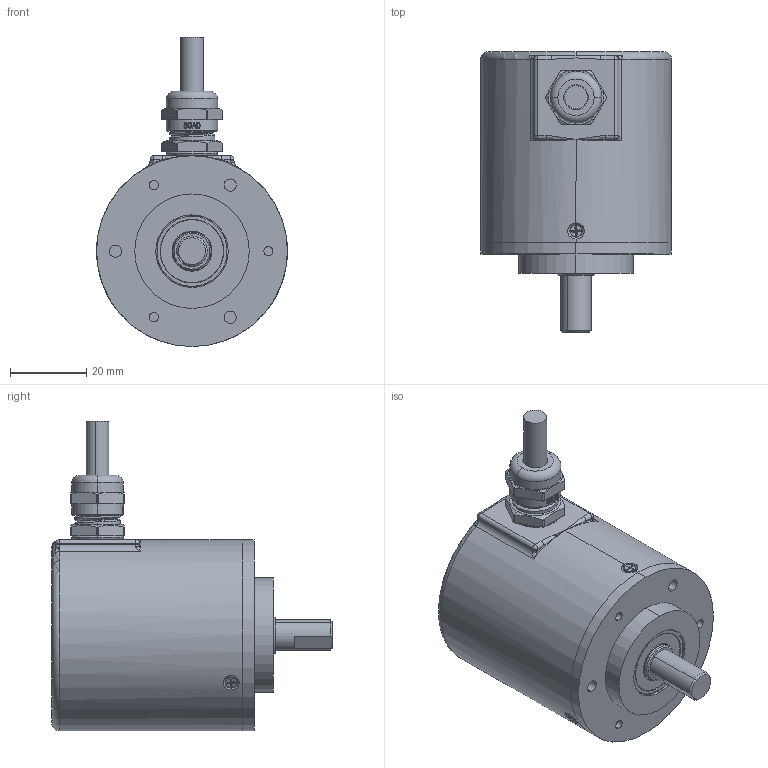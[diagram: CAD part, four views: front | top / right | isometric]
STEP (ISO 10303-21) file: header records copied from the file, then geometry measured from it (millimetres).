
FILE_DESCRIPTION (( 'STEP AP214' ), '1' );
FILE_NAME ('JSCA50S8-AP俋倛芞.STEP', '2024-05-22T02:36:52', ( 'NING MEI' ), ( '' ), 'SwSTEP 2.0', 'SolidWorks 2014', '' );
FILE_SCHEMA (( 'AUTOMOTIVE_DESIGN' ));
Length unit declared in the file: millimetre
Products named in the file (1): JSCA50S8-AP俋倛芞
Bounding box: 50 x 73.5 x 81 mm (x, y, z)
Surface area: 16936.1 mm2 (no closed solid volume)
Topology: 0 solids, 14 shells, 291 faces, 911 edges, 606 vertices
Faces by surface type: cylinder 117, plane 65, torus 43, bspline 42, cone 20, sphere 4
Entity records: 20528 total; most frequent: CARTESIAN_POINT 9749, DIRECTION 1561, ORIENTED_EDGE 1466, EDGE_CURVE 899, AXIS2_PLACEMENT_3D 647, VERTEX_POINT 606, CIRCLE 397, EDGE_LOOP 326
